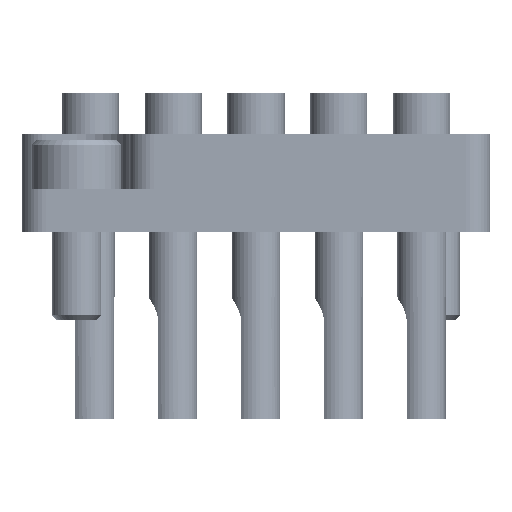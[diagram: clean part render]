
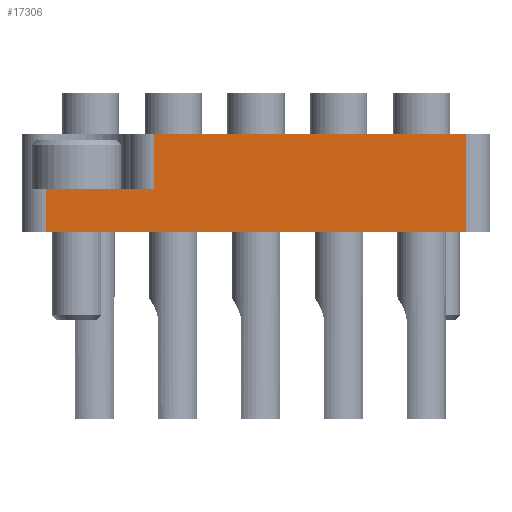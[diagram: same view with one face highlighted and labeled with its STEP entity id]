
A CAD part, front view. The second image highlights one B-rep face of the part: STEP entity #17306.
In plain terms, the highlighted face is planar.
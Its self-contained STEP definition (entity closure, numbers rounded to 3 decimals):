
#412 = VERTEX_POINT ( 'NONE', #25411 ) ;
#511 = DIRECTION ( 'NONE',  ( 0., 1., 0. ) ) ;
#534 = DIRECTION ( 'NONE',  ( 0., 0., -1. ) ) ;
#2574 = VECTOR ( 'NONE', #23029, 1000. ) ;
#2774 = ORIENTED_EDGE ( 'NONE', *, *, #13929, .T. ) ;
#3578 = VERTEX_POINT ( 'NONE', #3733 ) ;
#3733 = CARTESIAN_POINT ( 'NONE',  ( 30., 2.6, 12.85 ) ) ;
#4057 = LINE ( 'NONE', #20444, #21089 ) ;
#4273 = CARTESIAN_POINT ( 'NONE',  ( 30., 2.6, 6.25 ) ) ;
#4645 = EDGE_CURVE ( 'NONE', #24913, #8813, #23059, .T. ) ;
#5034 = VERTEX_POINT ( 'NONE', #13996 ) ;
#5308 = VECTOR ( 'NONE', #511, 1000. ) ;
#5890 = LINE ( 'NONE', #11502, #7486 ) ;
#6000 = CARTESIAN_POINT ( 'NONE',  ( 30., 0., 12.85 ) ) ;
#6440 = LINE ( 'NONE', #21203, #5308 ) ;
#6548 = DIRECTION ( 'NONE',  ( 0., 0., -1. ) ) ;
#6556 = ORIENTED_EDGE ( 'NONE', *, *, #15188, .T. ) ;
#7486 = VECTOR ( 'NONE', #17539, 1000. ) ;
#8330 = EDGE_LOOP ( 'NONE', ( #22963, #2774, #12700, #26463, #14366, #6556 ) ) ;
#8619 = EDGE_CURVE ( 'NONE', #412, #10117, #4057, .T. ) ;
#8813 = VERTEX_POINT ( 'NONE', #17305 ) ;
#10117 = VERTEX_POINT ( 'NONE', #4273 ) ;
#10682 = VECTOR ( 'NONE', #534, 1000. ) ;
#11502 = CARTESIAN_POINT ( 'NONE',  ( 30., 0., 12.85 ) ) ;
#11836 = DIRECTION ( 'NONE',  ( 0., -1., 0. ) ) ;
#12130 = PLANE ( 'NONE',  #13555 ) ;
#12700 = ORIENTED_EDGE ( 'NONE', *, *, #22734, .F. ) ;
#13555 = AXIS2_PLACEMENT_3D ( 'NONE', #20337, #16298, #24502 ) ;
#13929 = EDGE_CURVE ( 'NONE', #8813, #5034, #6440, .T. ) ;
#13996 = CARTESIAN_POINT ( 'NONE',  ( 30., 6., -12.85 ) ) ;
#14366 = ORIENTED_EDGE ( 'NONE', *, *, #21808, .F. ) ;
#14834 = LINE ( 'NONE', #19113, #2574 ) ;
#15188 = EDGE_CURVE ( 'NONE', #3578, #24913, #5890, .T. ) ;
#16298 = DIRECTION ( 'NONE',  ( 1., 0., 0. ) ) ;
#17305 = CARTESIAN_POINT ( 'NONE',  ( 30., 0., -12.85 ) ) ;
#17306 = ADVANCED_FACE ( 'NONE', ( #24760 ), #12130, .T. ) ;
#17539 = DIRECTION ( 'NONE',  ( 0., -1., 0. ) ) ;
#19113 = CARTESIAN_POINT ( 'NONE',  ( 30., 6., 14.35 ) ) ;
#19466 = CARTESIAN_POINT ( 'NONE',  ( 30., 2.6, 7.75 ) ) ;
#20337 = CARTESIAN_POINT ( 'NONE',  ( 30., 6., 14.35 ) ) ;
#20444 = CARTESIAN_POINT ( 'NONE',  ( 30., 2.6, 6.25 ) ) ;
#21089 = VECTOR ( 'NONE', #11836, 1000. ) ;
#21203 = CARTESIAN_POINT ( 'NONE',  ( 30., 6., -12.85 ) ) ;
#21808 = EDGE_CURVE ( 'NONE', #3578, #10117, #25258, .T. ) ;
#22734 = EDGE_CURVE ( 'NONE', #412, #5034, #14834, .T. ) ;
#22963 = ORIENTED_EDGE ( 'NONE', *, *, #4645, .T. ) ;
#23029 = DIRECTION ( 'NONE',  ( 0., 0., -1. ) ) ;
#23059 = LINE ( 'NONE', #24955, #26464 ) ;
#24502 = DIRECTION ( 'NONE',  ( 0., 1., 0. ) ) ;
#24760 = FACE_OUTER_BOUND ( 'NONE', #8330, .T. ) ;
#24913 = VERTEX_POINT ( 'NONE', #6000 ) ;
#24955 = CARTESIAN_POINT ( 'NONE',  ( 30., 0., 14.35 ) ) ;
#25258 = LINE ( 'NONE', #19466, #10682 ) ;
#25411 = CARTESIAN_POINT ( 'NONE',  ( 30., 6., 6.25 ) ) ;
#26463 = ORIENTED_EDGE ( 'NONE', *, *, #8619, .T. ) ;
#26464 = VECTOR ( 'NONE', #6548, 1000. ) ;
